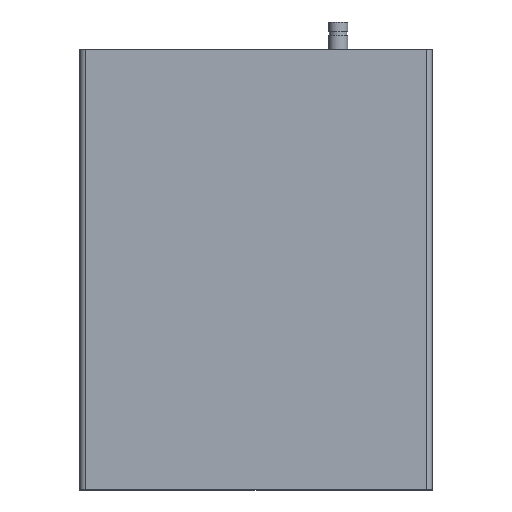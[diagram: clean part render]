
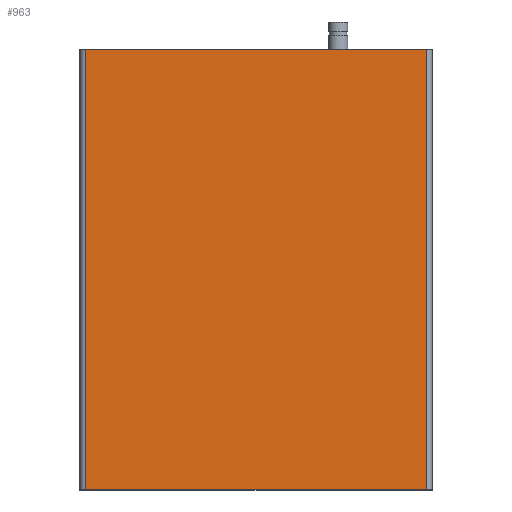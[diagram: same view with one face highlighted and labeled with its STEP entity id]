
A CAD part, top view. The second image highlights one B-rep face of the part: STEP entity #963.
In plain terms, the highlighted planar face has unit normal (0, 0, 1).
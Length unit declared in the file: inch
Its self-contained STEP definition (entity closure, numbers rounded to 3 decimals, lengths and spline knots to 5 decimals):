
#65=PLANE('',#1107);
#115=FACE_OUTER_BOUND('',#183,.T.);
#183=EDGE_LOOP('',(#792,#793,#794,#795));
#259=LINE('',#1599,#342);
#260=LINE('',#1602,#343);
#261=LINE('',#1604,#344);
#262=LINE('',#1605,#345);
#342=VECTOR('',#1339,0.3937);
#343=VECTOR('',#1342,0.3937);
#344=VECTOR('',#1343,0.3937);
#345=VECTOR('',#1344,0.3937);
#467=VERTEX_POINT('',#1595);
#468=VERTEX_POINT('',#1597);
#469=VERTEX_POINT('',#1601);
#470=VERTEX_POINT('',#1603);
#581=EDGE_CURVE('',#467,#468,#259,.T.);
#582=EDGE_CURVE('',#469,#467,#260,.T.);
#583=EDGE_CURVE('',#470,#468,#261,.T.);
#584=EDGE_CURVE('',#469,#470,#262,.T.);
#792=ORIENTED_EDGE('',*,*,#582,.T.);
#793=ORIENTED_EDGE('',*,*,#581,.T.);
#794=ORIENTED_EDGE('',*,*,#583,.F.);
#795=ORIENTED_EDGE('',*,*,#584,.F.);
#963=ADVANCED_FACE('',(#115),#65,.T.);
#1107=AXIS2_PLACEMENT_3D('',#1600,#1340,#1341);
#1339=DIRECTION('',(0.,-1.,0.));
#1340=DIRECTION('center_axis',(0.,0.,1.));
#1341=DIRECTION('ref_axis',(-1.,0.,0.));
#1342=DIRECTION('',(-1.,0.,0.));
#1343=DIRECTION('',(-1.,0.,0.));
#1344=DIRECTION('',(0.,-1.,0.));
#1595=CARTESIAN_POINT('',(0.375,30.,9.33));
#1597=CARTESIAN_POINT('',(0.375,0.,9.33));
#1599=CARTESIAN_POINT('',(0.375,30.,9.33));
#1600=CARTESIAN_POINT('Origin',(23.625,30.,9.33));
#1601=CARTESIAN_POINT('',(23.625,30.,9.33));
#1602=CARTESIAN_POINT('',(23.625,30.,9.33));
#1603=CARTESIAN_POINT('',(23.625,0.,9.33));
#1604=CARTESIAN_POINT('',(23.625,0.,9.33));
#1605=CARTESIAN_POINT('',(23.625,30.,9.33));
